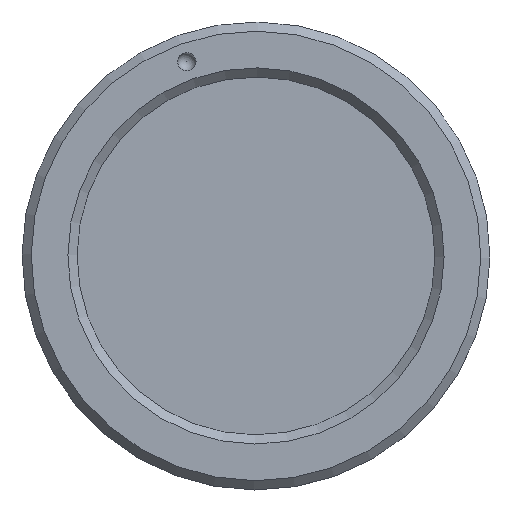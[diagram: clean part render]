
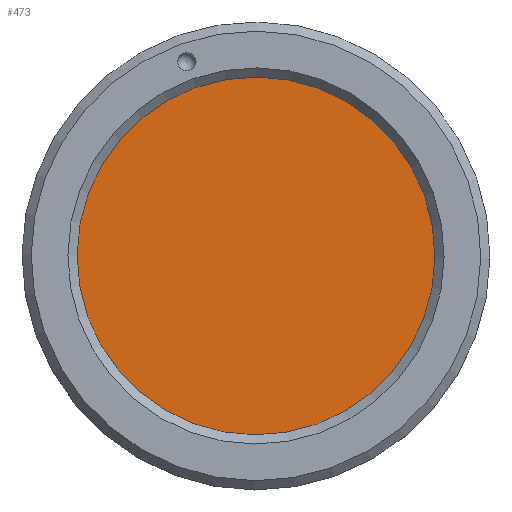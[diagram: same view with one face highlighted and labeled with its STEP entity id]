
A CAD part, top view. The second image highlights one B-rep face of the part: STEP entity #473.
In plain terms, the highlighted planar face has unit normal (0, 0, 1).
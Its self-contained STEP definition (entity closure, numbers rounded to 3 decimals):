
#104=PLANE('',#543);
#214=ORIENTED_EDGE('',*,*,#279,.T.);
#279=EDGE_CURVE('',#323,#323,#352,.F.);
#323=VERTEX_POINT('',#1035);
#352=CIRCLE('',#544,19.5);
#391=EDGE_LOOP('',(#214));
#436=FACE_BOUND('',#391,.T.);
#473=ADVANCED_FACE('',(#436),#104,.F.);
#543=AXIS2_PLACEMENT_3D('',#1033,#670,#671);
#544=AXIS2_PLACEMENT_3D('',#1034,#672,#673);
#670=DIRECTION('',(0.,0.,-1.));
#671=DIRECTION('',(-1.,0.,0.));
#672=DIRECTION('',(0.,0.,-1.));
#673=DIRECTION('',(-1.,0.,0.));
#1033=CARTESIAN_POINT('',(0.,-150.,9.75));
#1034=CARTESIAN_POINT('',(0.,-150.,9.75));
#1035=CARTESIAN_POINT('',(-19.5,-150.,9.75));
